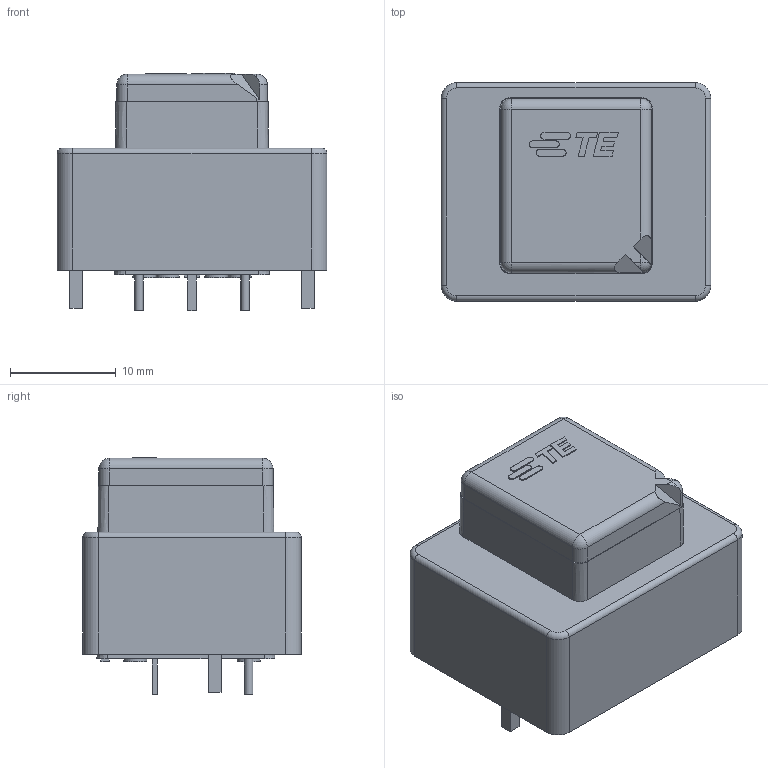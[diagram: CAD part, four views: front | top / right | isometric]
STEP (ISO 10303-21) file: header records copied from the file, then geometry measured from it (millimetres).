
FILE_DESCRIPTION(/* description */ (''),/* implementation_level */ '2;1');
FILE_NAME(/* name */ '2-1904058-5.step',/* time_stamp */ '2025-12-16T19:29:44Z',/* author */ (''),/* organization */ (''),/* preprocessor_version */ 'ST-DEVELOPER v20.1',/* originating_system */ 'Autodesk Translation Framework v14.21.0.0',/* authorisation */ '');
FILE_SCHEMA (('AUTOMOTIVE_DESIGN { 1 0 10303 214 3 1 1 }'));
Length unit declared in the file: millimetre
Products named in the file (1): C-2-1904058-5
Bounding box: 25.55 x 20.7 x 22.5 mm (x, y, z)
Volume: 7863.2 mm3; surface area: 2587.6 mm2
Topology: 1 solids, 1 shells, 147 faces, 361 edges, 232 vertices
Faces by surface type: plane 93, cylinder 24, bspline 22, sphere 4, torus 4
Full cylindrical faces by diameter (mm): 0.8 x2, 2.2 x4
Entity records: 5317 total; most frequent: CARTESIAN_POINT 1879, ORIENTED_EDGE 714, DIRECTION 621, EDGE_CURVE 357, LINE 257, VECTOR 257, VERTEX_POINT 232, AXIS2_PLACEMENT_3D 182
